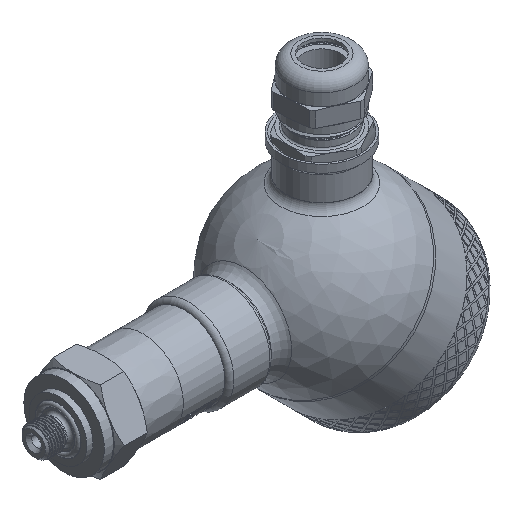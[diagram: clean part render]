
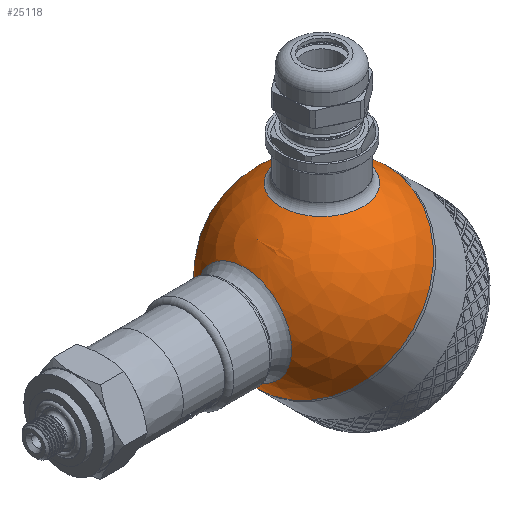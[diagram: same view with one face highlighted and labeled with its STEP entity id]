
A CAD part, isometric view. The second image highlights one B-rep face of the part: STEP entity #25118.
In plain terms, the highlighted spherical face has radius 30 mm.
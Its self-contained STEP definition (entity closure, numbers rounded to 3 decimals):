
#136=SPHERICAL_SURFACE('',#26717,30.);
#1130=FACE_BOUND('',#3764,.T.);
#1131=FACE_BOUND('',#3765,.T.);
#2112=FACE_OUTER_BOUND('',#3763,.T.);
#3763=EDGE_LOOP('',(#18198,#18199,#18200,#18201));
#3764=EDGE_LOOP('',(#18202));
#3765=EDGE_LOOP('',(#18203));
#5286=CIRCLE('',#26639,30.);
#5287=CIRCLE('',#26640,30.);
#5314=CIRCLE('',#26713,13.5);
#5317=CIRCLE('',#26718,30.);
#5318=CIRCLE('',#26719,15.643);
#9773=VERTEX_POINT('',#34609);
#9774=VERTEX_POINT('',#34611);
#10273=VERTEX_POINT('',#40998);
#10275=VERTEX_POINT('',#41005);
#10276=VERTEX_POINT('',#41007);
#12482=EDGE_CURVE('',#9773,#9774,#5286,.T.);
#12483=EDGE_CURVE('',#9774,#9773,#5287,.T.);
#13234=EDGE_CURVE('',#10273,#10273,#5314,.T.);
#13237=EDGE_CURVE('',#9774,#10275,#5317,.T.);
#13238=EDGE_CURVE('',#10276,#10276,#5318,.T.);
#18198=ORIENTED_EDGE('',*,*,#12483,.F.);
#18199=ORIENTED_EDGE('',*,*,#13237,.T.);
#18200=ORIENTED_EDGE('',*,*,#13237,.F.);
#18201=ORIENTED_EDGE('',*,*,#12482,.F.);
#18202=ORIENTED_EDGE('',*,*,#13238,.F.);
#18203=ORIENTED_EDGE('',*,*,#13234,.F.);
#25118=ADVANCED_FACE('',(#2112,#1130,#1131),#136,.T.);
#26639=AXIS2_PLACEMENT_3D('',#34612,#28070,#28071);
#26640=AXIS2_PLACEMENT_3D('',#34613,#28072,#28073);
#26713=AXIS2_PLACEMENT_3D('',#40999,#28482,#28483);
#26717=AXIS2_PLACEMENT_3D('',#41004,#28490,#28491);
#26718=AXIS2_PLACEMENT_3D('',#41006,#28492,#28493);
#26719=AXIS2_PLACEMENT_3D('',#41008,#28494,#28495);
#28070=DIRECTION('center_axis',(1.,0.,0.));
#28071=DIRECTION('ref_axis',(0.,1.,0.));
#28072=DIRECTION('center_axis',(1.,0.,0.));
#28073=DIRECTION('ref_axis',(0.,1.,0.));
#28482=DIRECTION('center_axis',(-0.707,0.,-0.707));
#28483=DIRECTION('ref_axis',(-0.707,0.,0.707));
#28490=DIRECTION('center_axis',(1.,0.,0.));
#28491=DIRECTION('ref_axis',(0.,-1.,0.));
#28492=DIRECTION('center_axis',(0.,0.,1.));
#28493=DIRECTION('ref_axis',(0.,1.,0.));
#28494=DIRECTION('center_axis',(-0.707,0.,0.707));
#28495=DIRECTION('ref_axis',(0.707,0.,0.707));
#34609=CARTESIAN_POINT('',(0.,-30.,0.));
#34611=CARTESIAN_POINT('',(0.,30.,0.));
#34612=CARTESIAN_POINT('Origin',(0.,0.,0.));
#34613=CARTESIAN_POINT('Origin',(0.,0.,0.));
#40998=CARTESIAN_POINT('',(-9.398,0.,-28.49));
#40999=CARTESIAN_POINT('Origin',(-18.944,0.,-18.944));
#41004=CARTESIAN_POINT('Origin',(0.,0.,0.));
#41005=CARTESIAN_POINT('',(-30.,0.,0.));
#41006=CARTESIAN_POINT('Origin',(0.,0.,0.));
#41007=CARTESIAN_POINT('',(-29.162,0.,7.04));
#41008=CARTESIAN_POINT('Origin',(-18.101,0.,18.101));
